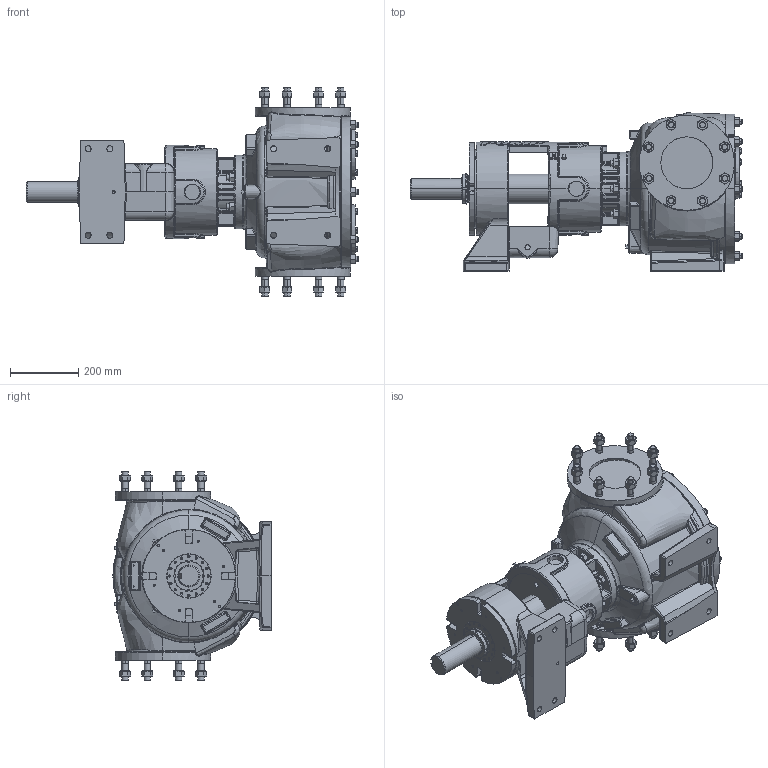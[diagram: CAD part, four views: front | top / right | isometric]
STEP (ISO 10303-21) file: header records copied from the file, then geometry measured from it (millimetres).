
FILE_DESCRIPTION (( 'STEP AP214' ), '1' );
FILE_NAME ('N323A.STEP', '2016-08-09T19:03:27', ( '' ), ( '' ), 'SwSTEP 2.0', 'SolidWorks 2015', '' );
FILE_SCHEMA (( 'AUTOMOTIVE_DESIGN' ));
Length unit declared in the file: inch
Products named in the file (2): N323A
Bounding box: 974.85 x 464.53 x 615.7 mm (x, y, z)
Volume: 69859819.2 mm3; surface area: 2015093.7 mm2
Topology: 1 solids, 1 shells, 3132 faces, 7590 edges, 4562 vertices
Faces by surface type: cone 849, plane 824, cylinder 651, bspline 619, torus 97, sphere 92
Entity records: 195740 total; most frequent: CARTESIAN_POINT 106133, ORIENTED_EDGE 14978, DIRECTION 12059, EDGE_CURVE 7489, AXIS2_PLACEMENT_3D 5028, VERTEX_POINT 4558, EDGE_LOOP 3403, FACE_OUTER_BOUND 3132
